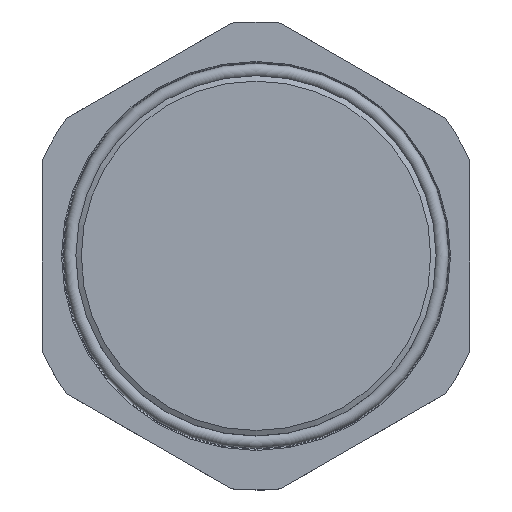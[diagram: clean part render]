
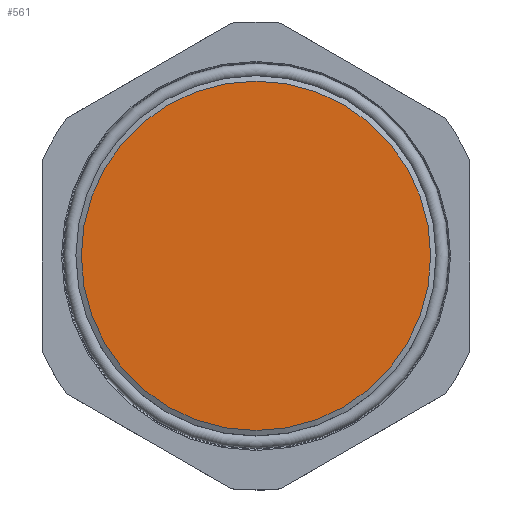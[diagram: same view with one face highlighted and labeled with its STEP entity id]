
A CAD part, top view. The second image highlights one B-rep face of the part: STEP entity #561.
In plain terms, the highlighted planar face has unit normal (0, 0, 1).
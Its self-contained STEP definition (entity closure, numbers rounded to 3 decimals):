
#59=CIRCLE('',#675,38.8);
#116=FACE_OUTER_BOUND('',#151,.T.);
#151=EDGE_LOOP('',(#439));
#264=VERTEX_POINT('',#1042);
#331=EDGE_CURVE('',#264,#264,#59,.T.);
#439=ORIENTED_EDGE('',*,*,#331,.F.);
#541=PLANE('',#674);
#561=ADVANCED_FACE('',(#116),#541,.T.);
#674=AXIS2_PLACEMENT_3D('',#1041,#811,#812);
#675=AXIS2_PLACEMENT_3D('',#1043,#813,#814);
#811=DIRECTION('center_axis',(0.,0.,1.));
#812=DIRECTION('ref_axis',(1.,0.,0.));
#813=DIRECTION('center_axis',(0.,0.,-1.));
#814=DIRECTION('ref_axis',(1.,0.,0.));
#1041=CARTESIAN_POINT('Origin',(0.,38.8,12.5));
#1042=CARTESIAN_POINT('',(0.,-38.8,12.5));
#1043=CARTESIAN_POINT('Origin',(0.,0.,12.5));
